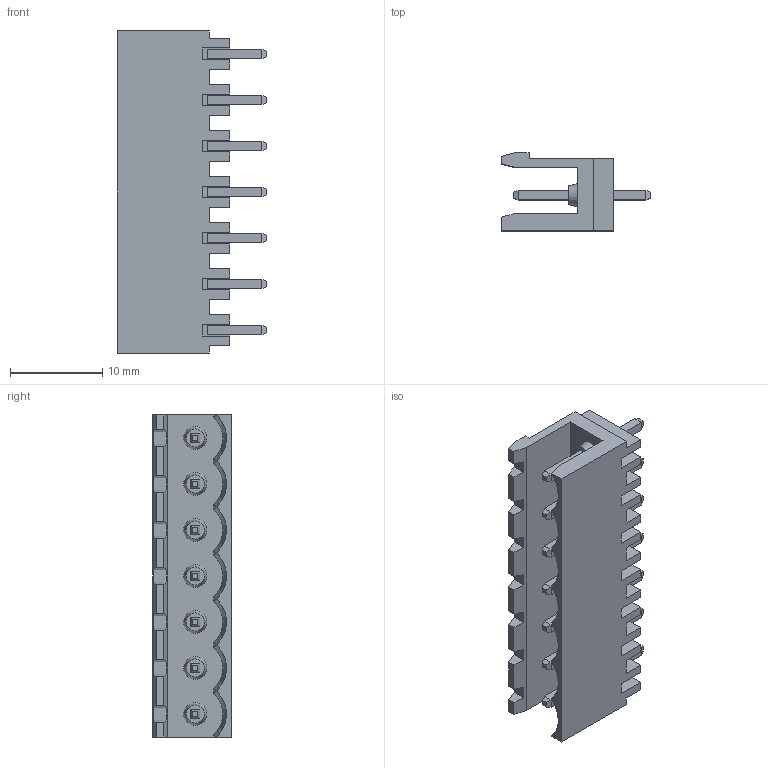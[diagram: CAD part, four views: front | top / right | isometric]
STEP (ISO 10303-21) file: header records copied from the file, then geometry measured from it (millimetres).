
FILE_DESCRIPTION(('STEP AP214'),'1');
FILE_NAME('PV07-5-V.stp','2021-03-31T15:19:17',(' '),(' '),'Spatial InterOp 3D',' ',' ');
FILE_SCHEMA(('automotive_design'));
Length unit declared in the file: metre
Products named in the file (1): 1
Bounding box: 16.2 x 8.5 x 35 mm (x, y, z)
Volume: 1509.1 mm3; surface area: 2907.8 mm2
Topology: 1 solids, 1 shells, 382 faces, 970 edges, 621 vertices
Faces by surface type: plane 356, cone 14, cylinder 11, extrusion 1
Entity records: 14201 total; most frequent: CARTESIAN_POINT 2013, ORIENTED_EDGE 1912, DIRECTION 1748, EDGE_CURVE 956, VECTOR 898, LINE 897, VERTEX_POINT 614, AXIS2_PLACEMENT_3D 425
